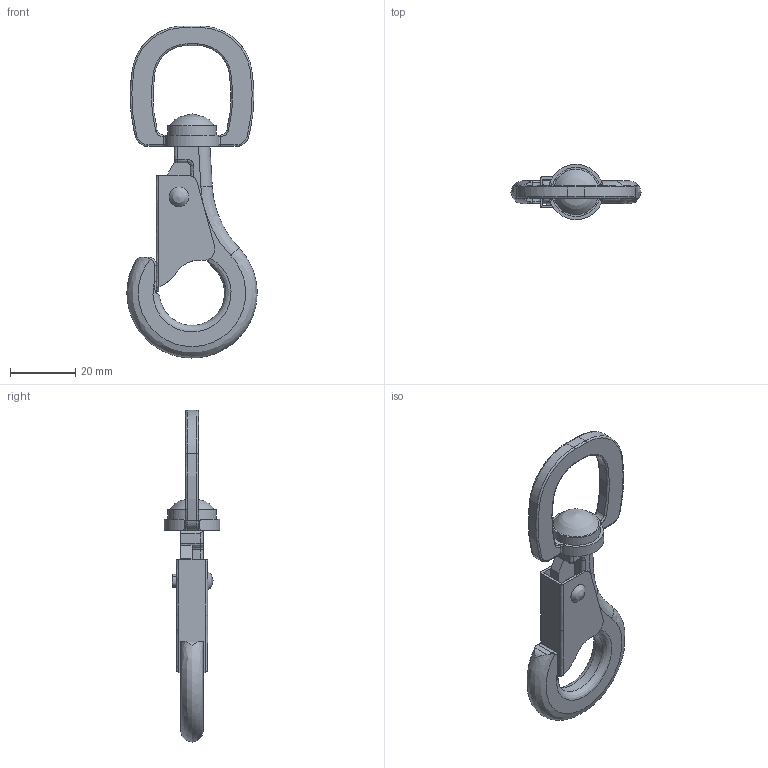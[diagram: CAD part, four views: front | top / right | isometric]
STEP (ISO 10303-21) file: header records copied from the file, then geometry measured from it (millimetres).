
FILE_DESCRIPTION((''),'2;1');
FILE_NAME('','2006-01-19T09:40:29',(''),(''),'','CADfix','');
FILE_SCHEMA(('AUTOMOTIVE_DESIGN'));
Length unit declared in the file: millimetre
Products named in the file (7): washer; stopper; spring; ring; pin; hook; TM_106_18385_36
Assembly tree (6 placements, depth 2):
  TM_106_18385_36
    washer
    stopper
    spring
    ring
    pin
    hook
Bounding box: 39.99 x 16.96 x 102 mm (x, y, z)
Volume: 11659.6 mm3; surface area: 9548.5 mm2
Topology: 6 solids, 6 shells, 185 faces, 555 edges, 382 vertices
Faces by surface type: bspline 185
Entity records: 9877 total; most frequent: CARTESIAN_POINT 6465, ORIENTED_EDGE 1110, EDGE_CURVE 555, B_SPLINE_CURVE_WITH_KNOTS 389, VERTEX_POINT 382, EDGE_LOOP 197, FACE_OUTER_BOUND 185, ADVANCED_FACE 185
